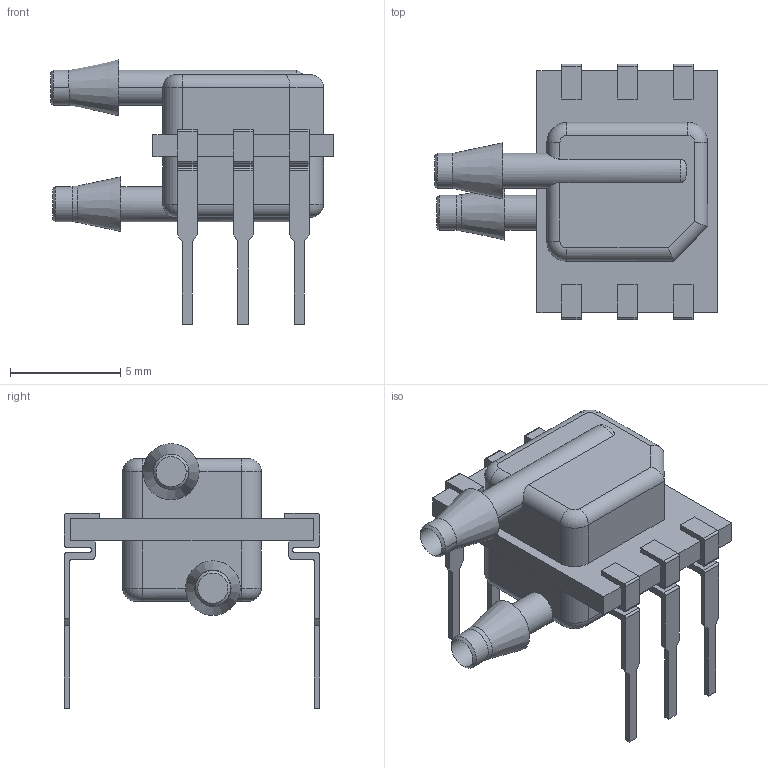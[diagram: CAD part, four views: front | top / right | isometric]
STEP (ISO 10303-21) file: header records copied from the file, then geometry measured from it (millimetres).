
FILE_DESCRIPTION(/* description */ ('Unknown'),/* implementation_level */ '2;1');
FILE_NAME(/* name */ 'ABP2DRRT001PDAA3XX',/* time_stamp */ '2022-12-06T09:07:32+02:00',/* author */ ('Unknown'),/* organization */ ('Unknown'),/* preprocessor_version */ 'ST-DEVELOPER v18.102',/* originating_system */ 'Solid Edge',/* authorisation */ 'Unknown');
FILE_SCHEMA (('AUTOMOTIVE_DESIGN {1 0 10303 214 3 1 1}'));
Length unit declared in the file: millimetre
Products named in the file (1): ABP2DRRT001PDAA3XX
Bounding box: 12.85 x 11.6 x 12.02 mm (x, y, z)
Volume: 357.1 mm3; surface area: 565.7 mm2
Topology: 1 solids, 1 shells, 219 faces, 615 edges, 400 vertices
Faces by surface type: plane 131, cylinder 70, torus 8, cone 6, bspline 4
Full cylindrical faces by diameter (mm): 1.37 x2, 1.6 x2
Entity records: 8534 total; most frequent: CARTESIAN_POINT 1293, ORIENTED_EDGE 1200, DIRECTION 1178, EDGE_CURVE 600, LINE 440, VECTOR 440, VERTEX_POINT 395, AXIS2_PLACEMENT_3D 369
